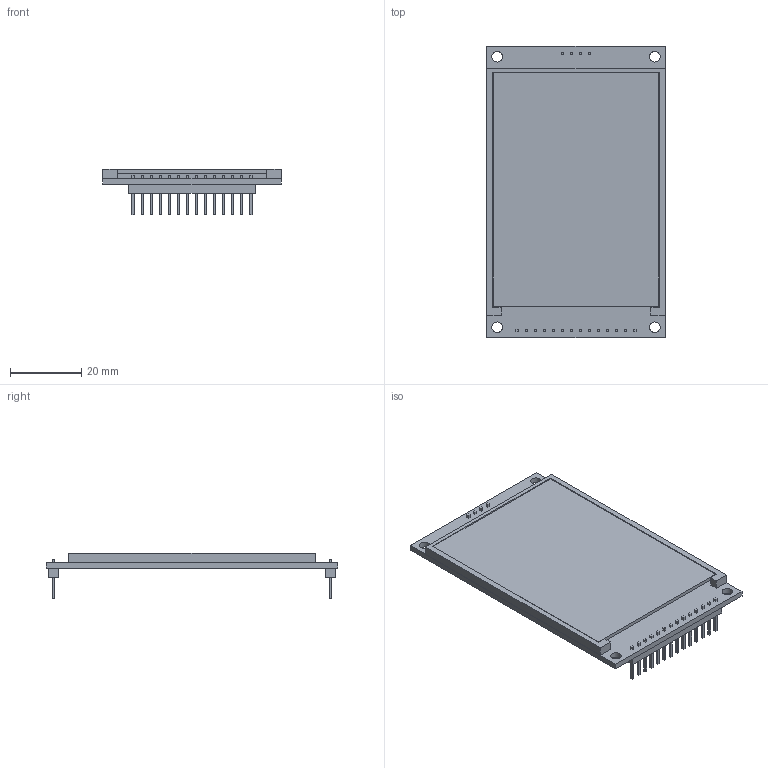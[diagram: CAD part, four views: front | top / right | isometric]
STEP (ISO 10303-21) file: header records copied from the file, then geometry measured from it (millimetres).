
FILE_DESCRIPTION(('FreeCAD Model'),'2;1');
FILE_NAME('Open CASCADE Shape Model','2022-10-21T11:54:26',(''),(''), 'Open CASCADE STEP processor 7.6','FreeCAD','Unknown');
FILE_SCHEMA(('AUTOMOTIVE_DESIGN { 1 0 10303 214 1 1 1 1 }'));
Length unit declared in the file: millimetre
Products named in the file (6): TFT_2_8_240x320; LCD; PCB; Pins Top; Pins Bottom; Frame
Assembly tree (5 placements, depth 2):
  TFT_2_8_240x320
    LCD
    PCB
    Pins Top
    Pins Bottom
    Frame
Bounding box: 50 x 81.7 x 12.65 mm (x, y, z)
Volume: 10604.8 mm3; surface area: 17328.7 mm2
Topology: 5 solids, 5 shells, 222 faces, 528 edges, 352 vertices
Faces by surface type: plane 218, cylinder 4
Full cylindrical faces by diameter (mm): 3 x4
Entity records: 6514 total; most frequent: CARTESIAN_POINT 1108, ORIENTED_EDGE 1056, DIRECTION 992, EDGE_CURVE 528, LINE 520, VECTOR 520, VERTEX_POINT 352, FACE_BOUND 266
